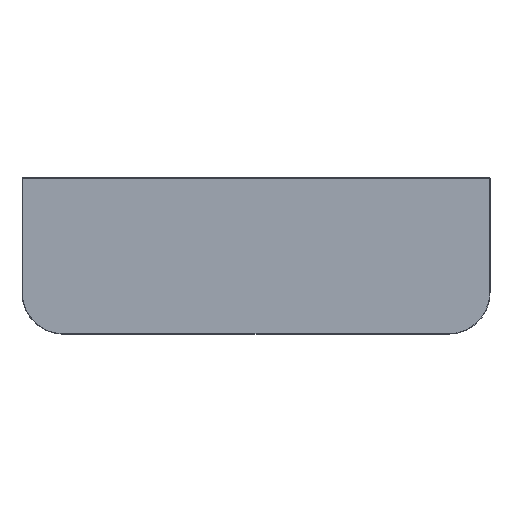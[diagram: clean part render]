
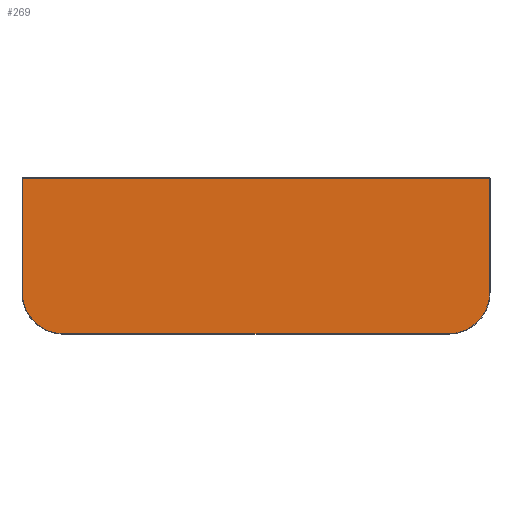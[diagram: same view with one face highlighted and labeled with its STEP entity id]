
A CAD part, top view. The second image highlights one B-rep face of the part: STEP entity #269.
In plain terms, the highlighted face is planar.
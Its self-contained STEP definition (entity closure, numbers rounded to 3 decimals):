
#269=ADVANCED_FACE('',(#672),#7020,.T.);
#672=FACE_OUTER_BOUND('',#1075,.T.);
#1075=EDGE_LOOP('',(#1506,#1507,#1508,#1509,#1510,#1511));
#1506=ORIENTED_EDGE('',*,*,#3782,.F.);
#1507=ORIENTED_EDGE('',*,*,#3764,.F.);
#1508=ORIENTED_EDGE('',*,*,#3765,.F.);
#1509=ORIENTED_EDGE('',*,*,#3766,.F.);
#1510=ORIENTED_EDGE('',*,*,#3786,.F.);
#1511=ORIENTED_EDGE('',*,*,#3763,.F.);
#3763=EDGE_CURVE('',#6028,#6029,#5408,.T.);
#3764=EDGE_CURVE('',#6031,#6030,#5409,.T.);
#3765=EDGE_CURVE('',#6032,#6031,#5410,.T.);
#3766=EDGE_CURVE('',#6033,#6032,#5411,.T.);
#3782=EDGE_CURVE('',#6030,#6028,#4878,.T.);
#3786=EDGE_CURVE('',#6029,#6033,#4882,.T.);
#4878=(
BOUNDED_CURVE()
B_SPLINE_CURVE(2,(#8830,#8831,#8832),.UNSPECIFIED.,.F.,.F.)
B_SPLINE_CURVE_WITH_KNOTS((3,3),(0.,207.345),.UNSPECIFIED.)
CURVE()
GEOMETRIC_REPRESENTATION_ITEM()
RATIONAL_B_SPLINE_CURVE((1.,0.707,1.))
REPRESENTATION_ITEM('')
);
#4882=(
BOUNDED_CURVE()
B_SPLINE_CURVE(2,(#8842,#8843,#8844),.UNSPECIFIED.,.F.,.F.)
B_SPLINE_CURVE_WITH_KNOTS((3,3),(0.,207.345),.UNSPECIFIED.)
CURVE()
GEOMETRIC_REPRESENTATION_ITEM()
RATIONAL_B_SPLINE_CURVE((1.,0.707,1.))
REPRESENTATION_ITEM('')
);
#5408=B_SPLINE_CURVE_WITH_KNOTS('',1,(#8787,#8788),.UNSPECIFIED.,.F.,.F.,
(2,2),(-1233.,0.),.UNSPECIFIED.);
#5409=B_SPLINE_CURVE_WITH_KNOTS('',1,(#8789,#8790),.UNSPECIFIED.,.F.,.F.,
(2,2),(-366.,0.),.UNSPECIFIED.);
#5410=B_SPLINE_CURVE_WITH_KNOTS('',1,(#8791,#8792),.UNSPECIFIED.,.F.,.F.,
(2,2),(-1497.,0.),.UNSPECIFIED.);
#5411=B_SPLINE_CURVE_WITH_KNOTS('',1,(#8793,#8794),.UNSPECIFIED.,.F.,.F.,
(2,2),(-366.,0.),.UNSPECIFIED.);
#6028=VERTEX_POINT('',#8717);
#6029=VERTEX_POINT('',#8718);
#6030=VERTEX_POINT('',#8719);
#6031=VERTEX_POINT('',#8720);
#6032=VERTEX_POINT('',#8721);
#6033=VERTEX_POINT('',#8722);
#7020=PLANE('',#7387);
#7387=AXIS2_PLACEMENT_3D('',#8260,#7815,$);
#7815=DIRECTION('',(0.,1.,0.));
#8260=CARTESIAN_POINT('',(-898.2,90.,298.8));
#8717=CARTESIAN_POINT('',(616.5,90.,249.));
#8718=CARTESIAN_POINT('',(-616.5,90.,249.));
#8719=CARTESIAN_POINT('',(748.5,90.,117.));
#8720=CARTESIAN_POINT('',(748.5,90.,-249.));
#8721=CARTESIAN_POINT('',(-748.5,90.,-249.));
#8722=CARTESIAN_POINT('',(-748.5,90.,117.));
#8787=CARTESIAN_POINT('',(616.5,90.,249.));
#8788=CARTESIAN_POINT('',(-616.5,90.,249.));
#8789=CARTESIAN_POINT('',(748.5,90.,-249.));
#8790=CARTESIAN_POINT('',(748.5,90.,117.));
#8791=CARTESIAN_POINT('',(-748.5,90.,-249.));
#8792=CARTESIAN_POINT('',(748.5,90.,-249.));
#8793=CARTESIAN_POINT('',(-748.5,90.,117.));
#8794=CARTESIAN_POINT('',(-748.5,90.,-249.));
#8830=CARTESIAN_POINT('',(748.5,90.,117.));
#8831=CARTESIAN_POINT('',(748.5,90.,249.));
#8832=CARTESIAN_POINT('',(616.5,90.,249.));
#8842=CARTESIAN_POINT('',(-616.5,90.,249.));
#8843=CARTESIAN_POINT('',(-748.5,90.,249.));
#8844=CARTESIAN_POINT('',(-748.5,90.,117.));
